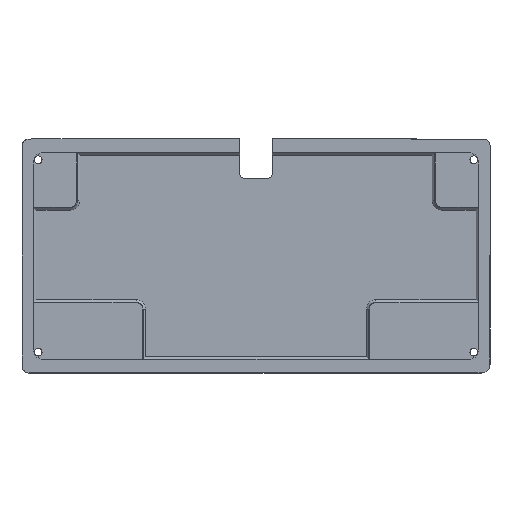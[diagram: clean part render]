
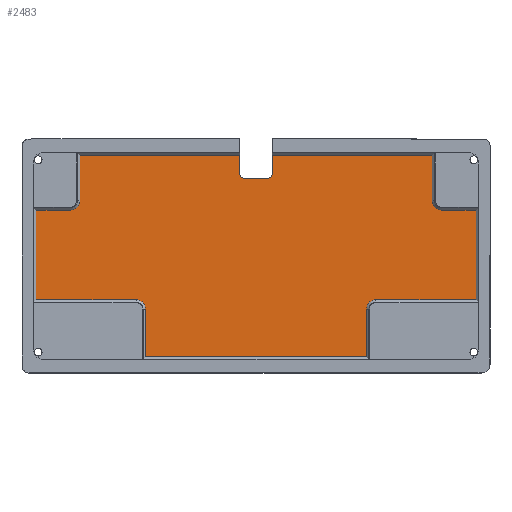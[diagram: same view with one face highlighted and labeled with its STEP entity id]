
A CAD part, top view. The second image highlights one B-rep face of the part: STEP entity #2483.
In plain terms, the highlighted planar face has unit normal (0, 0, 1).
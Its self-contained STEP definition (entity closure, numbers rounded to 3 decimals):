
#129=CIRCLE('',#2672,2.);
#130=CIRCLE('',#2674,2.);
#131=CIRCLE('',#2678,4.);
#132=CIRCLE('',#2679,4.);
#133=CIRCLE('',#2680,4.);
#134=CIRCLE('',#2681,4.);
#190=PLANE('',#2677);
#254=LINE('',#5500,#481);
#341=LINE('',#5747,#568);
#345=LINE('',#5755,#572);
#346=LINE('',#5758,#573);
#347=LINE('',#5760,#574);
#348=LINE('',#5764,#575);
#349=LINE('',#5766,#576);
#350=LINE('',#5768,#577);
#351=LINE('',#5772,#578);
#352=LINE('',#5774,#579);
#353=LINE('',#5776,#580);
#354=LINE('',#5780,#581);
#355=LINE('',#5782,#582);
#356=LINE('',#5784,#583);
#357=LINE('',#5788,#584);
#358=LINE('',#5789,#585);
#481=VECTOR('',#2825,10.);
#568=VECTOR('',#3110,10.);
#572=VECTOR('',#3116,10.);
#573=VECTOR('',#3119,10.);
#574=VECTOR('',#3120,10.);
#575=VECTOR('',#3123,10.);
#576=VECTOR('',#3124,10.);
#577=VECTOR('',#3125,10.);
#578=VECTOR('',#3128,10.);
#579=VECTOR('',#3129,10.);
#580=VECTOR('',#3130,10.);
#581=VECTOR('',#3133,10.);
#582=VECTOR('',#3134,10.);
#583=VECTOR('',#3135,10.);
#584=VECTOR('',#3138,10.);
#585=VECTOR('',#3139,10.);
#774=FACE_OUTER_BOUND('',#932,.T.);
#932=EDGE_LOOP('',(#2062,#2063,#2064,#2065,#2066,#2067,#2068,#2069,#2070,
#2071,#2072,#2073,#2074,#2075,#2076,#2077,#2078,#2079,#2080,#2081,#2082,
#2083));
#1134=VERTEX_POINT('',#5497);
#1135=VERTEX_POINT('',#5499);
#1194=VERTEX_POINT('',#5737);
#1195=VERTEX_POINT('',#5741);
#1196=VERTEX_POINT('',#5743);
#1199=VERTEX_POINT('',#5753);
#1200=VERTEX_POINT('',#5757);
#1201=VERTEX_POINT('',#5759);
#1202=VERTEX_POINT('',#5761);
#1203=VERTEX_POINT('',#5763);
#1204=VERTEX_POINT('',#5765);
#1205=VERTEX_POINT('',#5767);
#1206=VERTEX_POINT('',#5769);
#1207=VERTEX_POINT('',#5771);
#1208=VERTEX_POINT('',#5773);
#1209=VERTEX_POINT('',#5775);
#1210=VERTEX_POINT('',#5777);
#1211=VERTEX_POINT('',#5779);
#1212=VERTEX_POINT('',#5781);
#1213=VERTEX_POINT('',#5783);
#1214=VERTEX_POINT('',#5785);
#1215=VERTEX_POINT('',#5787);
#1381=EDGE_CURVE('',#1135,#1134,#254,.T.);
#1498=EDGE_CURVE('',#1134,#1194,#129,.T.);
#1500=EDGE_CURVE('',#1196,#1195,#130,.T.);
#1502=EDGE_CURVE('',#1194,#1196,#341,.T.);
#1506=EDGE_CURVE('',#1195,#1199,#345,.T.);
#1507=EDGE_CURVE('',#1200,#1199,#346,.T.);
#1508=EDGE_CURVE('',#1201,#1200,#347,.T.);
#1509=EDGE_CURVE('',#1202,#1201,#131,.T.);
#1510=EDGE_CURVE('',#1203,#1202,#348,.T.);
#1511=EDGE_CURVE('',#1204,#1203,#349,.T.);
#1512=EDGE_CURVE('',#1205,#1204,#350,.T.);
#1513=EDGE_CURVE('',#1206,#1205,#132,.T.);
#1514=EDGE_CURVE('',#1207,#1206,#351,.T.);
#1515=EDGE_CURVE('',#1208,#1207,#352,.T.);
#1516=EDGE_CURVE('',#1209,#1208,#353,.T.);
#1517=EDGE_CURVE('',#1210,#1209,#133,.T.);
#1518=EDGE_CURVE('',#1211,#1210,#354,.T.);
#1519=EDGE_CURVE('',#1212,#1211,#355,.T.);
#1520=EDGE_CURVE('',#1213,#1212,#356,.T.);
#1521=EDGE_CURVE('',#1214,#1213,#134,.T.);
#1522=EDGE_CURVE('',#1215,#1214,#357,.T.);
#1523=EDGE_CURVE('',#1135,#1215,#358,.T.);
#2062=ORIENTED_EDGE('',*,*,#1381,.T.);
#2063=ORIENTED_EDGE('',*,*,#1498,.T.);
#2064=ORIENTED_EDGE('',*,*,#1502,.T.);
#2065=ORIENTED_EDGE('',*,*,#1500,.T.);
#2066=ORIENTED_EDGE('',*,*,#1506,.T.);
#2067=ORIENTED_EDGE('',*,*,#1507,.F.);
#2068=ORIENTED_EDGE('',*,*,#1508,.F.);
#2069=ORIENTED_EDGE('',*,*,#1509,.F.);
#2070=ORIENTED_EDGE('',*,*,#1510,.F.);
#2071=ORIENTED_EDGE('',*,*,#1511,.F.);
#2072=ORIENTED_EDGE('',*,*,#1512,.F.);
#2073=ORIENTED_EDGE('',*,*,#1513,.F.);
#2074=ORIENTED_EDGE('',*,*,#1514,.F.);
#2075=ORIENTED_EDGE('',*,*,#1515,.F.);
#2076=ORIENTED_EDGE('',*,*,#1516,.F.);
#2077=ORIENTED_EDGE('',*,*,#1517,.F.);
#2078=ORIENTED_EDGE('',*,*,#1518,.F.);
#2079=ORIENTED_EDGE('',*,*,#1519,.F.);
#2080=ORIENTED_EDGE('',*,*,#1520,.F.);
#2081=ORIENTED_EDGE('',*,*,#1521,.F.);
#2082=ORIENTED_EDGE('',*,*,#1522,.F.);
#2083=ORIENTED_EDGE('',*,*,#1523,.F.);
#2483=ADVANCED_FACE('',(#774),#190,.T.);
#2672=AXIS2_PLACEMENT_3D('',#5739,#3100,#3101);
#2674=AXIS2_PLACEMENT_3D('',#5744,#3105,#3106);
#2677=AXIS2_PLACEMENT_3D('',#5756,#3117,#3118);
#2678=AXIS2_PLACEMENT_3D('',#5762,#3121,#3122);
#2679=AXIS2_PLACEMENT_3D('',#5770,#3126,#3127);
#2680=AXIS2_PLACEMENT_3D('',#5778,#3131,#3132);
#2681=AXIS2_PLACEMENT_3D('',#5786,#3136,#3137);
#2825=DIRECTION('',(0.,-1.,0.));
#3100=DIRECTION('center_axis',(0.,0.,-1.));
#3101=DIRECTION('ref_axis',(0.,-1.,0.));
#3105=DIRECTION('center_axis',(0.,0.,-1.));
#3106=DIRECTION('ref_axis',(-1.,0.,0.));
#3110=DIRECTION('',(-1.,0.,0.));
#3116=DIRECTION('',(0.,1.,0.));
#3117=DIRECTION('center_axis',(0.,0.,1.));
#3118=DIRECTION('ref_axis',(-1.,0.,0.));
#3119=DIRECTION('',(1.,0.,0.));
#3120=DIRECTION('',(0.,1.,0.));
#3121=DIRECTION('center_axis',(0.,0.,1.));
#3122=DIRECTION('ref_axis',(0.,-1.,0.));
#3123=DIRECTION('',(1.,0.,0.));
#3124=DIRECTION('',(0.,1.,0.));
#3125=DIRECTION('',(-1.,0.,0.));
#3126=DIRECTION('center_axis',(0.,0.,1.));
#3127=DIRECTION('ref_axis',(1.,0.,0.));
#3128=DIRECTION('',(0.,1.,0.));
#3129=DIRECTION('',(-1.,0.,0.));
#3130=DIRECTION('',(0.,-1.,0.));
#3131=DIRECTION('center_axis',(0.,0.,1.));
#3132=DIRECTION('ref_axis',(0.,1.,0.));
#3133=DIRECTION('',(-1.,0.,0.));
#3134=DIRECTION('',(0.,-1.,0.));
#3135=DIRECTION('',(1.,0.,0.));
#3136=DIRECTION('center_axis',(0.,0.,1.));
#3137=DIRECTION('ref_axis',(-1.,0.,0.));
#3138=DIRECTION('',(0.,-1.,0.));
#3139=DIRECTION('',(1.,0.,0.));
#5497=CARTESIAN_POINT('',(102.25,-7.477,-9.));
#5499=CARTESIAN_POINT('',(102.25,0.523,-9.));
#5500=CARTESIAN_POINT('',(102.25,-16.908,-9.));
#5737=CARTESIAN_POINT('',(100.25,-9.477,-9.));
#5739=CARTESIAN_POINT('Origin',(100.25,-7.477,-9.));
#5741=CARTESIAN_POINT('',(88.25,-7.477,-9.));
#5743=CARTESIAN_POINT('',(90.25,-9.477,-9.));
#5744=CARTESIAN_POINT('Origin',(90.25,-7.477,-9.));
#5747=CARTESIAN_POINT('',(97.75,-9.477,-9.));
#5753=CARTESIAN_POINT('',(88.25,0.523,-9.));
#5755=CARTESIAN_POINT('',(88.25,-25.408,-9.));
#5756=CARTESIAN_POINT('Origin',(95.25,-43.339,-9.));
#5757=CARTESIAN_POINT('',(18.575,0.523,-9.));
#5758=CARTESIAN_POINT('',(56.413,0.523,-9.));
#5759=CARTESIAN_POINT('',(18.575,-19.338,-9.));
#5760=CARTESIAN_POINT('',(18.575,-31.338,-9.));
#5761=CARTESIAN_POINT('',(14.575,-23.338,-9.));
#5762=CARTESIAN_POINT('Origin',(14.575,-19.338,-9.));
#5763=CARTESIAN_POINT('',(-0.475,-23.338,-9.));
#5764=CARTESIAN_POINT('',(46.887,-23.338,-9.));
#5765=CARTESIAN_POINT('',(-0.475,-62.388,-9.));
#5766=CARTESIAN_POINT('',(-0.475,-53.363,-9.));
#5767=CARTESIAN_POINT('',(43.15,-62.388,-9.));
#5768=CARTESIAN_POINT('',(69.2,-62.388,-9.));
#5769=CARTESIAN_POINT('',(47.15,-66.388,-9.));
#5770=CARTESIAN_POINT('Origin',(43.15,-66.388,-9.));
#5771=CARTESIAN_POINT('',(47.15,-87.2,-9.));
#5772=CARTESIAN_POINT('',(47.15,-65.769,-9.));
#5773=CARTESIAN_POINT('',(143.35,-87.2,-9.));
#5774=CARTESIAN_POINT('',(119.8,-87.2,-9.));
#5775=CARTESIAN_POINT('',(143.35,-66.388,-9.));
#5776=CARTESIAN_POINT('',(143.35,-54.863,-9.));
#5777=CARTESIAN_POINT('',(147.35,-62.388,-9.));
#5778=CARTESIAN_POINT('Origin',(147.35,-66.388,-9.));
#5779=CARTESIAN_POINT('',(190.975,-62.388,-9.));
#5780=CARTESIAN_POINT('',(143.613,-62.388,-9.));
#5781=CARTESIAN_POINT('',(190.975,-23.338,-9.));
#5782=CARTESIAN_POINT('',(190.975,-32.838,-9.));
#5783=CARTESIAN_POINT('',(175.925,-23.338,-9.));
#5784=CARTESIAN_POINT('',(135.588,-23.338,-9.));
#5785=CARTESIAN_POINT('',(171.925,-19.338,-9.));
#5786=CARTESIAN_POINT('Origin',(175.925,-19.338,-9.));
#5787=CARTESIAN_POINT('',(171.925,0.523,-9.));
#5788=CARTESIAN_POINT('',(171.925,-20.908,-9.));
#5789=CARTESIAN_POINT('',(56.413,0.523,-9.));
